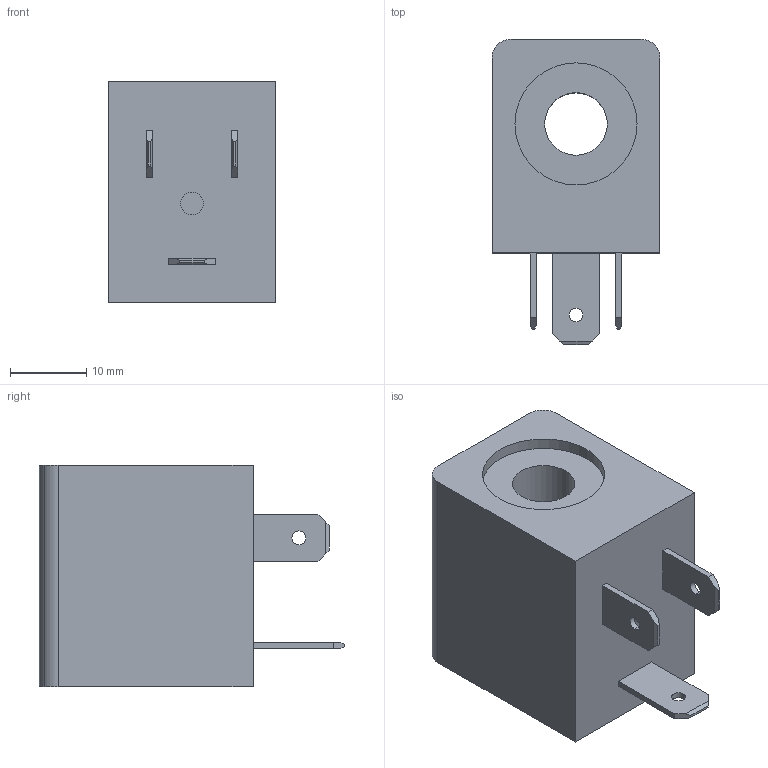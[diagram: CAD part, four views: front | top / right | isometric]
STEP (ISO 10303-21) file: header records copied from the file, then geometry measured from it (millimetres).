
FILE_DESCRIPTION((''),'2;1');
FILE_NAME('00_167_0.stp','2002-11-26T20:52:19',('Branislav Petkovic'),('AZ Pneumatica'),'AutoCAD STEP 2000i','AutoCAD 2000i','Via J. F. Kennedy, 26, 20020 Misinto (MI), ITALY');
FILE_SCHEMA(('CONFIG_CONTROL_DESIGN'));
Length unit declared in the file: millimetre
Products named in the file (2): 00_167_0; PART1
Assembly tree (1 placements, depth 2):
  00_167_0
    PART1
Bounding box: 22 x 40 x 29 mm (x, y, z)
Surface area: 5194.9 mm2 (no closed solid volume)
Topology: 0 solids, 1 shells, 51 faces, 132 edges, 88 vertices
Faces by surface type: plane 35, cylinder 16
Entity records: 1683 total; most frequent: CARTESIAN_POINT 273, DIRECTION 270, ORIENTED_EDGE 264, EDGE_CURVE 132, VECTOR 100, LINE 100, VERTEX_POINT 88, AXIS2_PLACEMENT_3D 85
